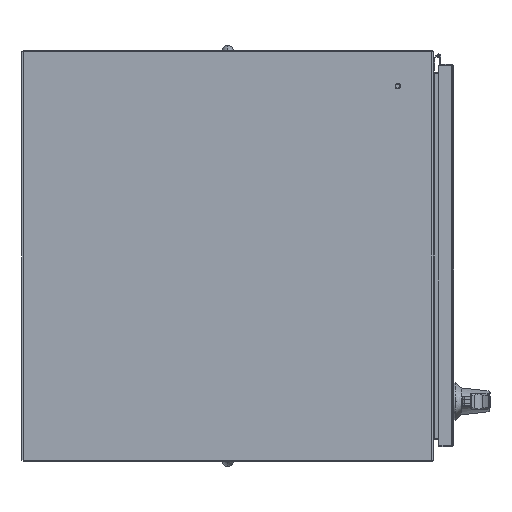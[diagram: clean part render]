
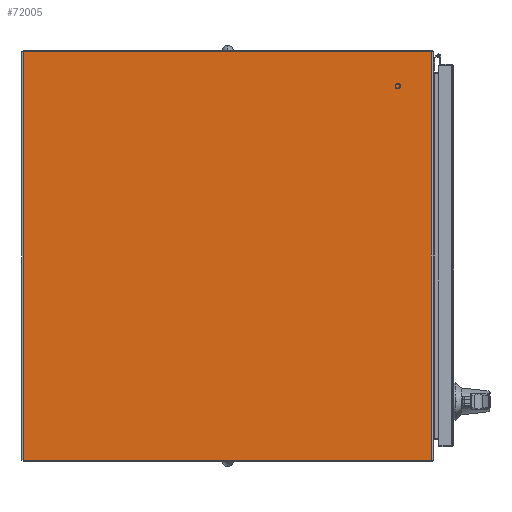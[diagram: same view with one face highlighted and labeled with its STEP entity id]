
A CAD part, front view. The second image highlights one B-rep face of the part: STEP entity #72005.
In plain terms, the highlighted face is planar.
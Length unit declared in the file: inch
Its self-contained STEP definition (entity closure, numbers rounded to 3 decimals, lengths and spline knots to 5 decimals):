
#6639 = PLANE ( 'NONE',  #57174 ) ;
#7808 = VECTOR ( 'NONE', #48649, 39.37008 ) ;
#16091 = VERTEX_POINT ( 'NONE', #84780 ) ;
#17685 = CARTESIAN_POINT ( 'NONE',  ( -11.935, -11.857, 0. ) ) ;
#24554 = FACE_OUTER_BOUND ( 'NONE', #81980, .T. ) ;
#28599 = EDGE_CURVE ( 'NONE', #60888, #47028, #34807, .T. ) ;
#29097 = VECTOR ( 'NONE', #30892, 39.37008 ) ;
#30892 = DIRECTION ( 'NONE',  ( -1., 0., 0. ) ) ;
#34160 = CARTESIAN_POINT ( 'NONE',  ( -11.935, 12., 0. ) ) ;
#34807 = LINE ( 'NONE', #101115, #103926 ) ;
#39575 = EDGE_CURVE ( 'NONE', #47028, #83912, #89664, .T. ) ;
#40413 = ORIENTED_EDGE ( 'NONE', *, *, #60817, .F. ) ;
#45027 = ORIENTED_EDGE ( 'NONE', *, *, #39575, .F. ) ;
#47028 = VERTEX_POINT ( 'NONE', #54662 ) ;
#48533 = DIRECTION ( 'NONE',  ( 0., 1., 0. ) ) ;
#48649 = DIRECTION ( 'NONE',  ( 1., 0., 0. ) ) ;
#54662 = CARTESIAN_POINT ( 'NONE',  ( -11.935, -11.857, 0. ) ) ;
#55166 = CARTESIAN_POINT ( 'NONE',  ( -11.935, -12., 0. ) ) ;
#57174 = AXIS2_PLACEMENT_3D ( 'NONE', #55166, #86593, #71070 ) ;
#59174 = VECTOR ( 'NONE', #48533, 39.37008 ) ;
#60817 = EDGE_CURVE ( 'NONE', #83912, #16091, #93281, .T. ) ;
#60888 = VERTEX_POINT ( 'NONE', #34160 ) ;
#71070 = DIRECTION ( 'NONE',  ( 1., 0., 0. ) ) ;
#72005 = ADVANCED_FACE ( 'NONE', ( #24554 ), #6639, .F. ) ;
#74354 = LINE ( 'NONE', #95888, #29097 ) ;
#81980 = EDGE_LOOP ( 'NONE', ( #45027, #97089, #89793, #40413 ) ) ;
#83912 = VERTEX_POINT ( 'NONE', #100251 ) ;
#84780 = CARTESIAN_POINT ( 'NONE',  ( 11.935, 12., 0. ) ) ;
#86593 = DIRECTION ( 'NONE',  ( 0., 0., 1. ) ) ;
#88313 = CARTESIAN_POINT ( 'NONE',  ( 11.935, -12., 0. ) ) ;
#89664 = LINE ( 'NONE', #17685, #7808 ) ;
#89793 = ORIENTED_EDGE ( 'NONE', *, *, #97712, .F. ) ;
#92739 = DIRECTION ( 'NONE',  ( 0., -1., 0. ) ) ;
#93281 = LINE ( 'NONE', #88313, #59174 ) ;
#95888 = CARTESIAN_POINT ( 'NONE',  ( -11.935, 12., 0. ) ) ;
#97089 = ORIENTED_EDGE ( 'NONE', *, *, #28599, .F. ) ;
#97712 = EDGE_CURVE ( 'NONE', #16091, #60888, #74354, .T. ) ;
#100251 = CARTESIAN_POINT ( 'NONE',  ( 11.935, -11.857, 0. ) ) ;
#101115 = CARTESIAN_POINT ( 'NONE',  ( -11.935, -12., 0. ) ) ;
#103926 = VECTOR ( 'NONE', #92739, 39.37008 ) ;
